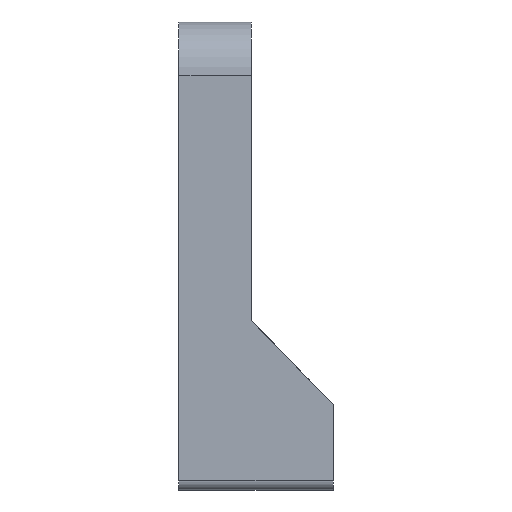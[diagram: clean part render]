
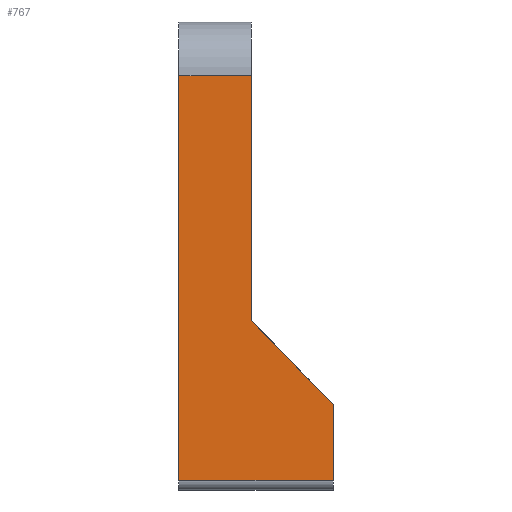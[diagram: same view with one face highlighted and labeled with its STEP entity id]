
A CAD part, front view. The second image highlights one B-rep face of the part: STEP entity #767.
In plain terms, the highlighted planar face has unit normal (0, -1, 0).
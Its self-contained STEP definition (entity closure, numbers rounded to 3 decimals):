
#8 = EDGE_CURVE ( 'NONE', #1774, #598, #1914, .T. ) ;
#12 = DIRECTION ( 'NONE',  ( 0., 0., -1. ) ) ;
#80 = EDGE_CURVE ( 'NONE', #1393, #598, #1241, .T. ) ;
#118 = EDGE_LOOP ( 'NONE', ( #172, #242, #498, #178, #1076, #1128 ) ) ;
#121 = CARTESIAN_POINT ( 'NONE',  ( 7.5, 0., -29.4 ) ) ;
#139 = AXIS2_PLACEMENT_3D ( 'NONE', #184, #1508, #12 ) ;
#145 = DIRECTION ( 'NONE',  ( -1., 0., 0. ) ) ;
#172 = ORIENTED_EDGE ( 'NONE', *, *, #80, .F. ) ;
#178 = ORIENTED_EDGE ( 'NONE', *, *, #1416, .F. ) ;
#184 = CARTESIAN_POINT ( 'NONE',  ( 0., 0., -47. ) ) ;
#213 = CARTESIAN_POINT ( 'NONE',  ( 7.5, 0., -90.649 ) ) ;
#228 = CARTESIAN_POINT ( 'NONE',  ( 7.5, 0., -4. ) ) ;
#242 = ORIENTED_EDGE ( 'NONE', *, *, #1403, .T. ) ;
#248 = CARTESIAN_POINT ( 'NONE',  ( 0., 0., -4. ) ) ;
#340 = VERTEX_POINT ( 'NONE', #1788 ) ;
#493 = DIRECTION ( 'NONE',  ( 0., 0., -1. ) ) ;
#498 = ORIENTED_EDGE ( 'NONE', *, *, #575, .F. ) ;
#529 = CARTESIAN_POINT ( 'NONE',  ( 0., 0., -46. ) ) ;
#575 = EDGE_CURVE ( 'NONE', #1771, #340, #640, .T. ) ;
#598 = VERTEX_POINT ( 'NONE', #248 ) ;
#640 = LINE ( 'NONE', #1228, #1133 ) ;
#707 = VECTOR ( 'NONE', #1829, 1000. ) ;
#767 = ADVANCED_FACE ( 'NONE', ( #1345 ), #1635, .T. ) ;
#788 = CARTESIAN_POINT ( 'NONE',  ( 0., 0., -4. ) ) ;
#834 = VERTEX_POINT ( 'NONE', #1623 ) ;
#847 = VECTOR ( 'NONE', #1154, 1000. ) ;
#926 = LINE ( 'NONE', #213, #707 ) ;
#927 = EDGE_CURVE ( 'NONE', #834, #1774, #926, .T. ) ;
#1076 = ORIENTED_EDGE ( 'NONE', *, *, #927, .T. ) ;
#1104 = CARTESIAN_POINT ( 'NONE',  ( 0., 0., -47. ) ) ;
#1118 = DIRECTION ( 'NONE',  ( 1., 0., 0. ) ) ;
#1128 = ORIENTED_EDGE ( 'NONE', *, *, #8, .T. ) ;
#1133 = VECTOR ( 'NONE', #493, 1000. ) ;
#1138 = CARTESIAN_POINT ( 'NONE',  ( 0., 0., -46. ) ) ;
#1154 = DIRECTION ( 'NONE',  ( 0.698, 0., -0.716 ) ) ;
#1158 = VECTOR ( 'NONE', #1832, 1000. ) ;
#1170 = CARTESIAN_POINT ( 'NONE',  ( 16., 0., -38.125 ) ) ;
#1228 = CARTESIAN_POINT ( 'NONE',  ( 16., 0., -39. ) ) ;
#1241 = LINE ( 'NONE', #1104, #1158 ) ;
#1302 = LINE ( 'NONE', #121, #847 ) ;
#1345 = FACE_OUTER_BOUND ( 'NONE', #118, .T. ) ;
#1393 = VERTEX_POINT ( 'NONE', #1138 ) ;
#1403 = EDGE_CURVE ( 'NONE', #1393, #340, #1446, .T. ) ;
#1416 = EDGE_CURVE ( 'NONE', #834, #1771, #1302, .T. ) ;
#1446 = LINE ( 'NONE', #529, #1684 ) ;
#1508 = DIRECTION ( 'NONE',  ( 0., -1., 0. ) ) ;
#1595 = VECTOR ( 'NONE', #145, 1000. ) ;
#1623 = CARTESIAN_POINT ( 'NONE',  ( 7.5, 0., -29.4 ) ) ;
#1635 = PLANE ( 'NONE',  #139 ) ;
#1684 = VECTOR ( 'NONE', #1118, 1000. ) ;
#1771 = VERTEX_POINT ( 'NONE', #1170 ) ;
#1774 = VERTEX_POINT ( 'NONE', #228 ) ;
#1788 = CARTESIAN_POINT ( 'NONE',  ( 16., 0., -46. ) ) ;
#1829 = DIRECTION ( 'NONE',  ( 0., 0., 1. ) ) ;
#1832 = DIRECTION ( 'NONE',  ( 0., 0., 1. ) ) ;
#1914 = LINE ( 'NONE', #788, #1595 ) ;
